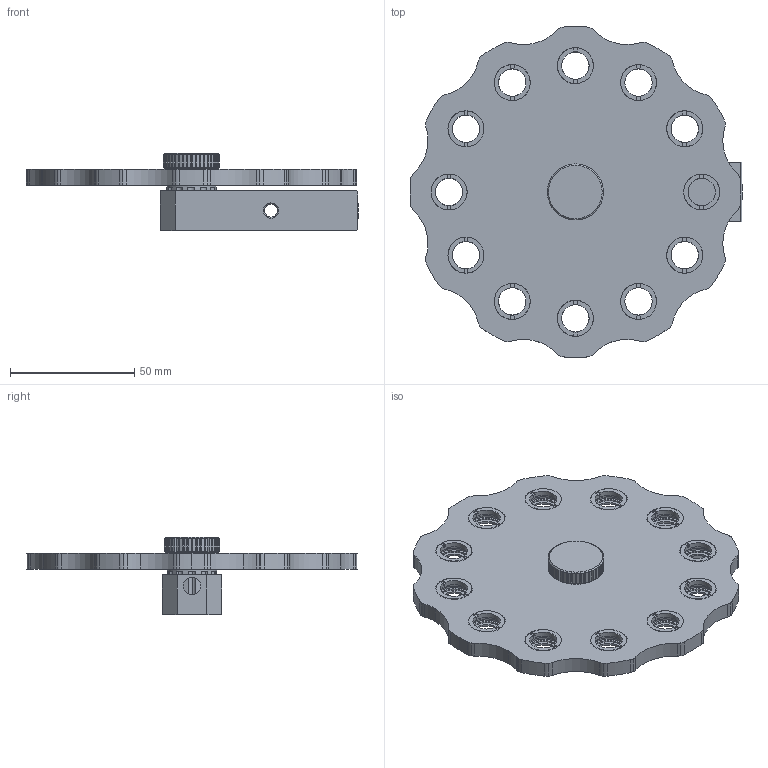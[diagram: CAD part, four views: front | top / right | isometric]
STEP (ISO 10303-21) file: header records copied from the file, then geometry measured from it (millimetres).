
FILE_DESCRIPTION (( 'STEP AP203' ), '1' );
FILE_NAME ('Web Model 58182_Default.step', '2019-06-07T15:20:09', ( '' ), ( '' ), 'SwSTEP 2.0', 'SolidWorks 2018', '' );
FILE_SCHEMA (( 'CONFIG_CONTROL_DESIGN' ));
Length unit declared in the file: millimetre
Products named in the file (1): Web Model 58182_Default
Bounding box: 133.5 x 132.96 x 30.98 mm (x, y, z)
Volume: 104008.8 mm3; surface area: 44219.8 mm2
Topology: 13 solids, 16 shells, 863 faces, 2141 edges, 1343 vertices
Faces by surface type: cylinder 372, plane 281, cone 203, bspline 7
Entity records: 26535 total; most frequent: CARTESIAN_POINT 5502, DIRECTION 4669, ORIENTED_EDGE 4270, EDGE_CURVE 2135, AXIS2_PLACEMENT_3D 1936, VERTEX_POINT 1343, CIRCLE 1079, EDGE_LOOP 960
